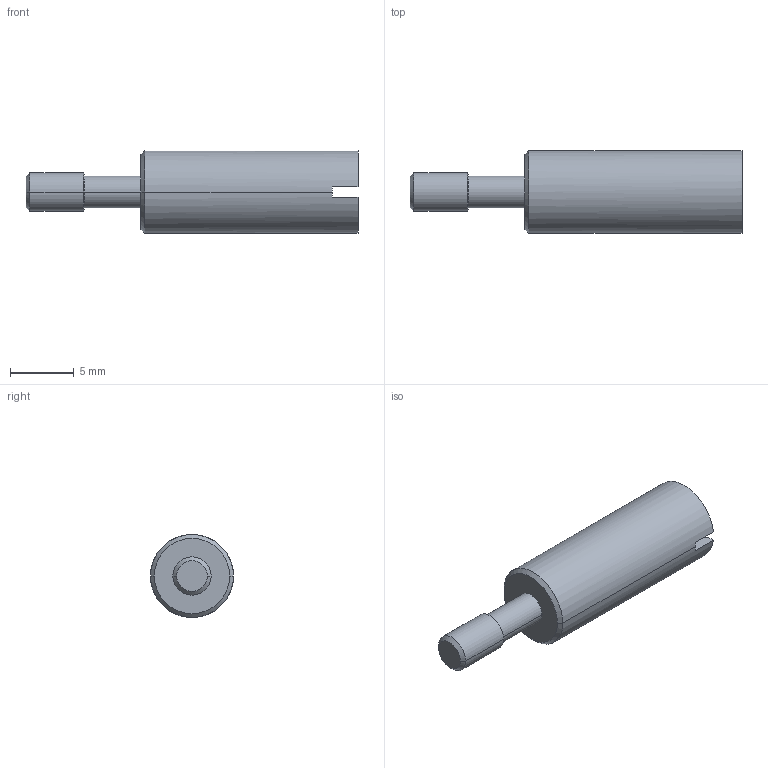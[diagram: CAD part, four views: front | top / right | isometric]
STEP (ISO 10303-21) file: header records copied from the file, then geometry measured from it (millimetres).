
FILE_DESCRIPTION((''),'2;1');
FILE_NAME('CRF D.stp','2007-01-02T17:40:34',('gembarski'),(''),'Autodesk Inventor 7','Autodesk Inventor 7','');
FILE_SCHEMA(('AUTOMOTIVE_DESIGN { 1 0 10303 214 1 1 1 1 }'));
Length unit declared in the file: millimetre
Products named in the file (1): CRF D
Bounding box: 26 x 6.5 x 6.5 mm (x, y, z)
Volume: 405.1 mm3; surface area: 671.3 mm2
Topology: 1 solids, 1 shells, 27 faces, 64 edges, 40 vertices
Faces by surface type: plane 11, cylinder 8, cone 8
Entity records: 803 total; most frequent: DIRECTION 146, CARTESIAN_POINT 140, ORIENTED_EDGE 128, EDGE_CURVE 64, AXIS2_PLACEMENT_3D 58, VERTEX_POINT 40, VECTOR 30, LINE 30
